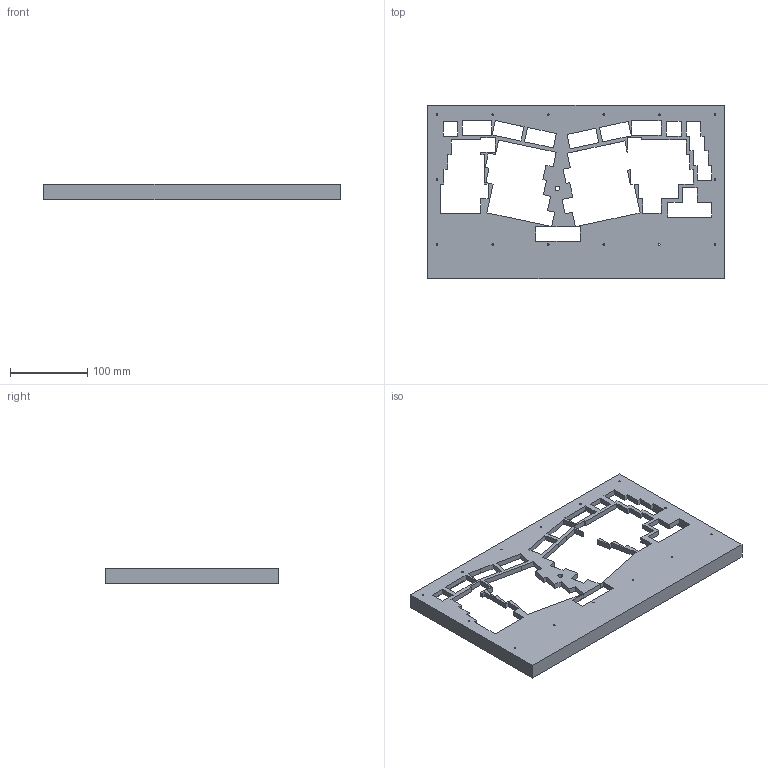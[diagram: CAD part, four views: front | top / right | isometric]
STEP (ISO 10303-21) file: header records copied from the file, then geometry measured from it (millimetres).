
FILE_DESCRIPTION (( 'STEP AP214' ), '1' );
FILE_NAME ('奻裔.ST', '2021-12-24T15:56:19', ( '' ), ( '' ), 'SwSTEP 2.0', 'SolidWorks 2021', '' );
FILE_SCHEMA (( 'AUTOMOTIVE_DESIGN' ));
Length unit declared in the file: millimetre
Products named in the file (1): 奻裔____
Bounding box: 383.66 x 224.1 x 20 mm (x, y, z)
Volume: 628153.2 mm3; surface area: 159776.5 mm2
Topology: 1 solids, 1 shells, 519 faces, 1548 edges, 1032 vertices
Faces by surface type: plane 517, cylinder 2
Entity records: 17216 total; most frequent: CARTESIAN_POINT 3100, ORIENTED_EDGE 3096, DIRECTION 2592, EDGE_CURVE 1548, LINE 1544, VECTOR 1544, VERTEX_POINT 1032, EDGE_LOOP 578
